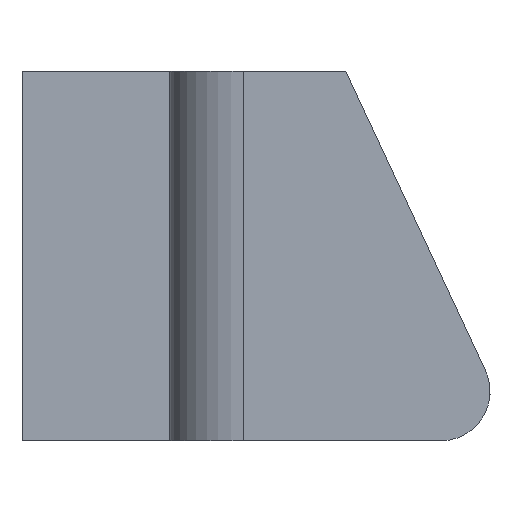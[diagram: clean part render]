
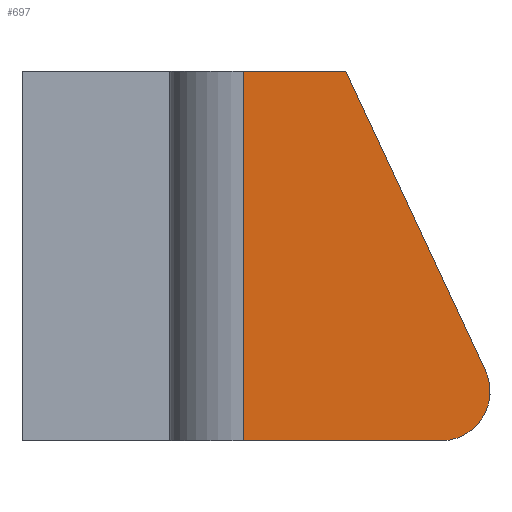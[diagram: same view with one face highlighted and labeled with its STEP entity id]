
A CAD part, left-side view. The second image highlights one B-rep face of the part: STEP entity #697.
In plain terms, the highlighted planar face has unit normal (-1, 0, 0).
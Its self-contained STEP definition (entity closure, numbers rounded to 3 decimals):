
#33 = VERTEX_POINT ( 'NONE', #312 ) ;
#40 = DIRECTION ( 'NONE',  ( 0., -1., 0. ) ) ;
#52 = ORIENTED_EDGE ( 'NONE', *, *, #93, .T. ) ;
#83 = VERTEX_POINT ( 'NONE', #595 ) ;
#85 = LINE ( 'NONE', #340, #565 ) ;
#90 = DIRECTION ( 'NONE',  ( -1., 0., 0. ) ) ;
#93 = EDGE_CURVE ( 'NONE', #674, #109, #85, .T. ) ;
#109 = VERTEX_POINT ( 'NONE', #591 ) ;
#133 = VERTEX_POINT ( 'NONE', #536 ) ;
#140 = AXIS2_PLACEMENT_3D ( 'NONE', #634, #495, #508 ) ;
#158 = ORIENTED_EDGE ( 'NONE', *, *, #692, .T. ) ;
#200 = EDGE_LOOP ( 'NONE', ( #688, #52, #306, #158, #400 ) ) ;
#210 = CARTESIAN_POINT ( 'NONE',  ( -20., -15., 7.5 ) ) ;
#227 = VECTOR ( 'NONE', #40, 1000. ) ;
#252 = CARTESIAN_POINT ( 'NONE',  ( -20., -12.813, -4.655 ) ) ;
#305 = LINE ( 'NONE', #580, #749 ) ;
#306 = ORIENTED_EDGE ( 'NONE', *, *, #458, .F. ) ;
#312 = CARTESIAN_POINT ( 'NONE',  ( -20., -3., -7.5 ) ) ;
#330 = VECTOR ( 'NONE', #373, 1000. ) ;
#340 = CARTESIAN_POINT ( 'NONE',  ( -20., -12.813, -4.655 ) ) ;
#373 = DIRECTION ( 'NONE',  ( 0., 0., -1. ) ) ;
#378 = LINE ( 'NONE', #501, #330 ) ;
#387 = CIRCLE ( 'NONE', #771, 2. ) ;
#400 = ORIENTED_EDGE ( 'NONE', *, *, #720, .T. ) ;
#424 = LINE ( 'NONE', #210, #227 ) ;
#458 = EDGE_CURVE ( 'NONE', #133, #109, #424, .T. ) ;
#476 = DIRECTION ( 'NONE',  ( 0., 0.423, 0.906 ) ) ;
#479 = DIRECTION ( 'NONE',  ( 0., -1., 0. ) ) ;
#483 = CARTESIAN_POINT ( 'NONE',  ( -20., -11., -5.5 ) ) ;
#495 = DIRECTION ( 'NONE',  ( 1., 0., 0. ) ) ;
#501 = CARTESIAN_POINT ( 'NONE',  ( -20., -3., 7.5 ) ) ;
#508 = DIRECTION ( 'NONE',  ( 0., 1., 0. ) ) ;
#536 = CARTESIAN_POINT ( 'NONE',  ( -20., -3., 7.5 ) ) ;
#565 = VECTOR ( 'NONE', #476, 1000. ) ;
#580 = CARTESIAN_POINT ( 'NONE',  ( -20., -15., -7.5 ) ) ;
#591 = CARTESIAN_POINT ( 'NONE',  ( -20., -7.145, 7.5 ) ) ;
#595 = CARTESIAN_POINT ( 'NONE',  ( -20., -11., -7.5 ) ) ;
#634 = CARTESIAN_POINT ( 'NONE',  ( -20., -15., 7.5 ) ) ;
#671 = PLANE ( 'NONE',  #140 ) ;
#674 = VERTEX_POINT ( 'NONE', #252 ) ;
#686 = DIRECTION ( 'NONE',  ( 0., 0., -1. ) ) ;
#688 = ORIENTED_EDGE ( 'NONE', *, *, #724, .T. ) ;
#692 = EDGE_CURVE ( 'NONE', #133, #33, #378, .T. ) ;
#697 = ADVANCED_FACE ( 'NONE', ( #773 ), #671, .F. ) ;
#720 = EDGE_CURVE ( 'NONE', #33, #83, #305, .T. ) ;
#724 = EDGE_CURVE ( 'NONE', #83, #674, #387, .T. ) ;
#749 = VECTOR ( 'NONE', #479, 1000. ) ;
#771 = AXIS2_PLACEMENT_3D ( 'NONE', #483, #90, #686 ) ;
#773 = FACE_OUTER_BOUND ( 'NONE', #200, .T. ) ;
